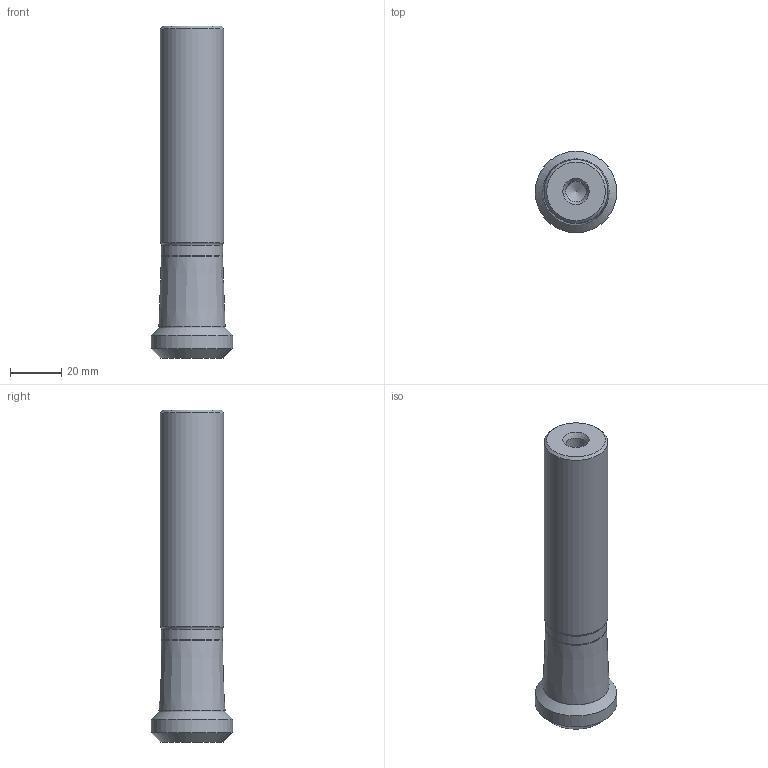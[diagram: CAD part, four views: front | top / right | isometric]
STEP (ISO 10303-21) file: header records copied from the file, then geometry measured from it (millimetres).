
FILE_DESCRIPTION(/* description */ (''),/* implementation_level */ '2;1');
FILE_NAME(/* name */ '32N3R045A25_SOD05_C_115009729dni000_00_SIM.stp',/* time_stamp */ '2019-12-19T12:14:52+01:00',/* author */ (''),/* organization */ (''),/* preprocessor_version */ 'ST-DEVELOPER v16.7',/* originating_system */ 'SIEMENS PLM Software NX 12.0',/* authorisation */ '');
FILE_SCHEMA (('AUTOMOTIVE_DESIGN { 1 0 10303 214 3 1 1 1 }'));
Length unit declared in the file: millimetre
Products named in the file (1): wq7020448C39qzvz
Bounding box: 31.95 x 31.95 x 130.16 mm (x, y, z)
Volume: 67039 mm3; surface area: 16135.2 mm2
Topology: 2 solids, 2 shells, 25 faces, 50 edges, 28 vertices
Faces by surface type: revolution 8, cone 5, torus 5, cylinder 3, plane 3, bspline 1
Full cylindrical faces by diameter (mm): 8 x1, 24 x1, 24.994 x1
Entity records: 612 total; most frequent: CARTESIAN_POINT 150, DIRECTION 90, FACE_BOUND 48, EDGE_LOOP 48, ORIENTED_EDGE 48, AXIS2_PLACEMENT_3D 41, ADVANCED_FACE 25, VERTEX_POINT 25
